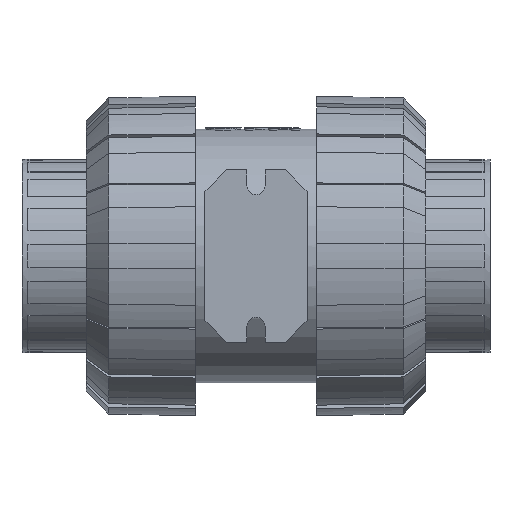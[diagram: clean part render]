
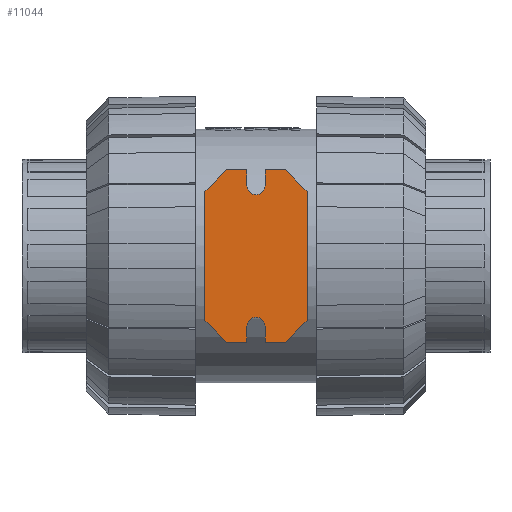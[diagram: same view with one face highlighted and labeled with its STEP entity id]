
A CAD part, front view. The second image highlights one B-rep face of the part: STEP entity #11044.
In plain terms, the highlighted planar face has unit normal (0, -1, 0).
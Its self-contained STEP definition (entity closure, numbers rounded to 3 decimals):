
#946=PLANE('',#12011);
#1447=FACE_OUTER_BOUND('',#2058,.T.);
#2058=EDGE_LOOP('',(#9443,#9444,#9445,#9446,#9447,#9448,#9449,#9450,#9451,
#9452,#9453,#9454,#9455,#9456,#9457,#9458));
#2775=LINE('',#18975,#3568);
#2827=LINE('',#19090,#3620);
#2829=LINE('',#19094,#3622);
#2831=LINE('',#19098,#3624);
#2834=LINE('',#19106,#3627);
#2836=LINE('',#19110,#3629);
#2838=LINE('',#19114,#3631);
#2840=LINE('',#19118,#3633);
#2842=LINE('',#19122,#3635);
#2844=LINE('',#19126,#3637);
#2846=LINE('',#19130,#3639);
#2849=LINE('',#19138,#3642);
#2851=LINE('',#19142,#3644);
#2852=LINE('',#19144,#3645);
#3568=VECTOR('',#14280,1.);
#3620=VECTOR('',#14388,1.);
#3622=VECTOR('',#14392,1.);
#3624=VECTOR('',#14396,1.);
#3627=VECTOR('',#14405,1.);
#3629=VECTOR('',#14409,1.);
#3631=VECTOR('',#14413,1.);
#3633=VECTOR('',#14417,1.);
#3635=VECTOR('',#14421,1.);
#3637=VECTOR('',#14425,1.);
#3639=VECTOR('',#14429,1.);
#3642=VECTOR('',#14438,1.);
#3644=VECTOR('',#14442,1.);
#3645=VECTOR('',#14445,1.);
#4187=CIRCLE('',#11998,5.15);
#4188=CIRCLE('',#12007,5.15);
#5106=VERTEX_POINT('',#18972);
#5107=VERTEX_POINT('',#18974);
#5142=VERTEX_POINT('',#19088);
#5143=VERTEX_POINT('',#19092);
#5144=VERTEX_POINT('',#19096);
#5145=VERTEX_POINT('',#19100);
#5146=VERTEX_POINT('',#19104);
#5147=VERTEX_POINT('',#19108);
#5148=VERTEX_POINT('',#19112);
#5149=VERTEX_POINT('',#19116);
#5150=VERTEX_POINT('',#19120);
#5151=VERTEX_POINT('',#19124);
#5152=VERTEX_POINT('',#19128);
#5153=VERTEX_POINT('',#19132);
#5154=VERTEX_POINT('',#19136);
#5155=VERTEX_POINT('',#19140);
#6578=EDGE_CURVE('',#5107,#5106,#2775,.T.);
#6636=EDGE_CURVE('',#5106,#5142,#2827,.T.);
#6638=EDGE_CURVE('',#5142,#5143,#2829,.T.);
#6640=EDGE_CURVE('',#5143,#5144,#2831,.T.);
#6642=EDGE_CURVE('',#5144,#5145,#4187,.T.);
#6644=EDGE_CURVE('',#5145,#5146,#2834,.T.);
#6646=EDGE_CURVE('',#5146,#5147,#2836,.T.);
#6648=EDGE_CURVE('',#5147,#5148,#2838,.T.);
#6650=EDGE_CURVE('',#5148,#5149,#2840,.T.);
#6652=EDGE_CURVE('',#5149,#5150,#2842,.T.);
#6654=EDGE_CURVE('',#5150,#5151,#2844,.T.);
#6656=EDGE_CURVE('',#5151,#5152,#2846,.T.);
#6658=EDGE_CURVE('',#5152,#5153,#4188,.T.);
#6660=EDGE_CURVE('',#5153,#5154,#2849,.T.);
#6662=EDGE_CURVE('',#5154,#5155,#2851,.T.);
#6663=EDGE_CURVE('',#5155,#5107,#2852,.T.);
#9443=ORIENTED_EDGE('',*,*,#6578,.T.);
#9444=ORIENTED_EDGE('',*,*,#6636,.T.);
#9445=ORIENTED_EDGE('',*,*,#6638,.T.);
#9446=ORIENTED_EDGE('',*,*,#6640,.T.);
#9447=ORIENTED_EDGE('',*,*,#6642,.T.);
#9448=ORIENTED_EDGE('',*,*,#6644,.T.);
#9449=ORIENTED_EDGE('',*,*,#6646,.T.);
#9450=ORIENTED_EDGE('',*,*,#6648,.T.);
#9451=ORIENTED_EDGE('',*,*,#6650,.T.);
#9452=ORIENTED_EDGE('',*,*,#6652,.T.);
#9453=ORIENTED_EDGE('',*,*,#6654,.T.);
#9454=ORIENTED_EDGE('',*,*,#6656,.T.);
#9455=ORIENTED_EDGE('',*,*,#6658,.T.);
#9456=ORIENTED_EDGE('',*,*,#6660,.T.);
#9457=ORIENTED_EDGE('',*,*,#6662,.T.);
#9458=ORIENTED_EDGE('',*,*,#6663,.T.);
#11044=ADVANCED_FACE('',(#1447),#946,.F.);
#11998=AXIS2_PLACEMENT_3D('',#19102,#14400,#14401);
#12007=AXIS2_PLACEMENT_3D('',#19134,#14433,#14434);
#12011=AXIS2_PLACEMENT_3D('',#19145,#14446,#14447);
#14280=DIRECTION('',(0.,0.,-1.));
#14388=DIRECTION('',(0.707,0.,-0.707));
#14392=DIRECTION('',(1.,0.,0.));
#14396=DIRECTION('',(0.,0.,1.));
#14400=DIRECTION('center_axis',(0.,1.,0.));
#14401=DIRECTION('ref_axis',(-1.,0.,0.));
#14405=DIRECTION('',(0.,0.,-1.));
#14409=DIRECTION('',(1.,0.,0.));
#14413=DIRECTION('',(0.707,0.,0.707));
#14417=DIRECTION('',(0.,0.,1.));
#14421=DIRECTION('',(-0.707,0.,0.707));
#14425=DIRECTION('',(-1.,0.,0.));
#14429=DIRECTION('',(0.,0.,-1.));
#14433=DIRECTION('center_axis',(0.,1.,0.));
#14434=DIRECTION('ref_axis',(1.,0.,0.));
#14438=DIRECTION('',(0.,0.,1.));
#14442=DIRECTION('',(-1.,0.,0.));
#14445=DIRECTION('',(-0.707,0.,-0.707));
#14446=DIRECTION('center_axis',(0.,1.,0.));
#14447=DIRECTION('ref_axis',(1.,0.,0.));
#18972=CARTESIAN_POINT('',(-29.,-100.,-36.775));
#18974=CARTESIAN_POINT('',(-29.,-100.,36.775));
#18975=CARTESIAN_POINT('',(-29.,-100.,0.));
#19088=CARTESIAN_POINT('',(-16.775,-100.,-49.));
#19090=CARTESIAN_POINT('',(-29.,-100.,-36.775));
#19092=CARTESIAN_POINT('',(-5.15,-100.,-49.));
#19094=CARTESIAN_POINT('',(-16.775,-100.,-49.));
#19096=CARTESIAN_POINT('',(-5.15,-100.,-40.));
#19098=CARTESIAN_POINT('',(-5.15,-100.,-49.));
#19100=CARTESIAN_POINT('',(5.15,-100.,-40.));
#19102=CARTESIAN_POINT('Origin',(0.,-100.,-40.));
#19104=CARTESIAN_POINT('',(5.15,-100.,-49.));
#19106=CARTESIAN_POINT('',(5.15,-100.,-40.));
#19108=CARTESIAN_POINT('',(16.775,-100.,-49.));
#19110=CARTESIAN_POINT('',(5.15,-100.,-49.));
#19112=CARTESIAN_POINT('',(29.,-100.,-36.775));
#19114=CARTESIAN_POINT('',(16.775,-100.,-49.));
#19116=CARTESIAN_POINT('',(29.,-100.,36.775));
#19118=CARTESIAN_POINT('',(29.,-100.,-36.775));
#19120=CARTESIAN_POINT('',(16.775,-100.,49.));
#19122=CARTESIAN_POINT('',(29.,-100.,36.775));
#19124=CARTESIAN_POINT('',(5.15,-100.,49.));
#19126=CARTESIAN_POINT('',(16.775,-100.,49.));
#19128=CARTESIAN_POINT('',(5.15,-100.,40.));
#19130=CARTESIAN_POINT('',(5.15,-100.,49.));
#19132=CARTESIAN_POINT('',(-5.15,-100.,40.));
#19134=CARTESIAN_POINT('Origin',(0.,-100.,40.));
#19136=CARTESIAN_POINT('',(-5.15,-100.,49.));
#19138=CARTESIAN_POINT('',(-5.15,-100.,40.));
#19140=CARTESIAN_POINT('',(-16.775,-100.,49.));
#19142=CARTESIAN_POINT('',(-5.15,-100.,49.));
#19144=CARTESIAN_POINT('',(-16.775,-100.,49.));
#19145=CARTESIAN_POINT('Origin',(0.,-100.,0.));
